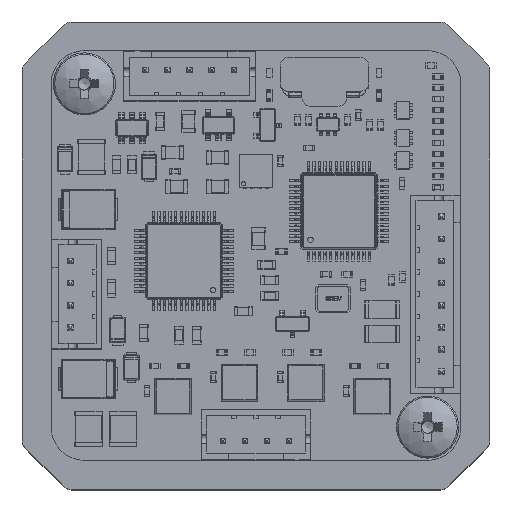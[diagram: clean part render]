
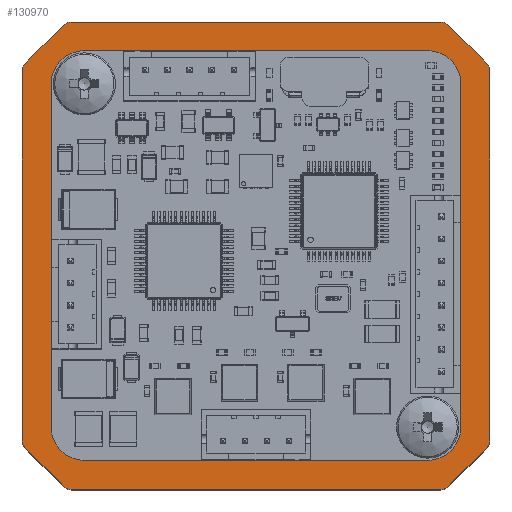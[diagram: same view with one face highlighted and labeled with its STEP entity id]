
A CAD part, top view. The second image highlights one B-rep face of the part: STEP entity #130970.
In plain terms, the highlighted planar face has unit normal (0, 0, 1).
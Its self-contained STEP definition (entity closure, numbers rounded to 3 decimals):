
#275=FACE_BOUND('',#45237,.T.);
#276=FACE_BOUND('',#45238,.T.);
#277=FACE_BOUND('',#45239,.T.);
#278=FACE_BOUND('',#45240,.T.);
#279=FACE_BOUND('',#45241,.T.);
#1083=PLANE('',#137958);
#5861=LINE('',#186848,#21107);
#5862=LINE('',#186852,#21108);
#5863=LINE('',#186856,#21109);
#5864=LINE('',#186860,#21110);
#5865=LINE('',#186864,#21111);
#5866=LINE('',#186868,#21112);
#5867=LINE('',#186872,#21113);
#5868=LINE('',#186875,#21114);
#21107=VECTOR('',#149354,1000.);
#21108=VECTOR('',#149357,1000.);
#21109=VECTOR('',#149360,1000.);
#21110=VECTOR('',#149363,1000.);
#21111=VECTOR('',#149366,1000.);
#21112=VECTOR('',#149369,1000.);
#21113=VECTOR('',#149372,1000.);
#21114=VECTOR('',#149375,1000.);
#38384=FACE_OUTER_BOUND('',#45236,.T.);
#45236=EDGE_LOOP('',(#89798,#89799,#89800,#89801,#89802,#89803,#89804,#89805,
#89806,#89807,#89808,#89809,#89810,#89811,#89812,#89813));
#45237=EDGE_LOOP('',(#89814,#89815));
#45238=EDGE_LOOP('',(#89816,#89817));
#45239=EDGE_LOOP('',(#89818,#89819));
#45240=EDGE_LOOP('',(#89820,#89821));
#45241=EDGE_LOOP('',(#89822,#89823));
#52878=CIRCLE('',#137959,1.);
#52879=CIRCLE('',#137960,1.);
#52880=CIRCLE('',#137961,1.);
#52881=CIRCLE('',#137962,1.);
#52882=CIRCLE('',#137963,1.);
#52883=CIRCLE('',#137964,1.);
#52884=CIRCLE('',#137965,1.);
#52885=CIRCLE('',#137966,1.);
#52886=CIRCLE('',#137967,4.);
#52887=CIRCLE('',#137968,4.);
#52888=CIRCLE('',#137969,2.);
#52889=CIRCLE('',#137970,2.);
#52890=CIRCLE('',#137971,2.);
#52891=CIRCLE('',#137972,2.);
#52892=CIRCLE('',#137973,2.);
#52893=CIRCLE('',#137974,2.);
#52894=CIRCLE('',#137975,2.);
#52895=CIRCLE('',#137976,2.);
#57131=VERTEX_POINT('',#186844);
#57132=VERTEX_POINT('',#186845);
#57133=VERTEX_POINT('',#186847);
#57134=VERTEX_POINT('',#186849);
#57135=VERTEX_POINT('',#186851);
#57136=VERTEX_POINT('',#186853);
#57137=VERTEX_POINT('',#186855);
#57138=VERTEX_POINT('',#186857);
#57139=VERTEX_POINT('',#186859);
#57140=VERTEX_POINT('',#186861);
#57141=VERTEX_POINT('',#186863);
#57142=VERTEX_POINT('',#186865);
#57143=VERTEX_POINT('',#186867);
#57144=VERTEX_POINT('',#186869);
#57145=VERTEX_POINT('',#186871);
#57146=VERTEX_POINT('',#186873);
#57147=VERTEX_POINT('',#186876);
#57148=VERTEX_POINT('',#186877);
#57149=VERTEX_POINT('',#186880);
#57150=VERTEX_POINT('',#186881);
#57151=VERTEX_POINT('',#186884);
#57152=VERTEX_POINT('',#186885);
#57153=VERTEX_POINT('',#186888);
#57154=VERTEX_POINT('',#186889);
#57155=VERTEX_POINT('',#186892);
#57156=VERTEX_POINT('',#186893);
#70017=EDGE_CURVE('',#57131,#57132,#52878,.T.);
#70018=EDGE_CURVE('',#57133,#57131,#5861,.T.);
#70019=EDGE_CURVE('',#57134,#57133,#52879,.T.);
#70020=EDGE_CURVE('',#57135,#57134,#5862,.T.);
#70021=EDGE_CURVE('',#57136,#57135,#52880,.T.);
#70022=EDGE_CURVE('',#57137,#57136,#5863,.T.);
#70023=EDGE_CURVE('',#57138,#57137,#52881,.T.);
#70024=EDGE_CURVE('',#57139,#57138,#5864,.T.);
#70025=EDGE_CURVE('',#57140,#57139,#52882,.T.);
#70026=EDGE_CURVE('',#57141,#57140,#5865,.T.);
#70027=EDGE_CURVE('',#57142,#57141,#52883,.T.);
#70028=EDGE_CURVE('',#57143,#57142,#5866,.T.);
#70029=EDGE_CURVE('',#57144,#57143,#52884,.T.);
#70030=EDGE_CURVE('',#57145,#57144,#5867,.T.);
#70031=EDGE_CURVE('',#57146,#57145,#52885,.T.);
#70032=EDGE_CURVE('',#57132,#57146,#5868,.T.);
#70033=EDGE_CURVE('',#57147,#57148,#52886,.T.);
#70034=EDGE_CURVE('',#57148,#57147,#52887,.T.);
#70035=EDGE_CURVE('',#57149,#57150,#52888,.T.);
#70036=EDGE_CURVE('',#57150,#57149,#52889,.T.);
#70037=EDGE_CURVE('',#57151,#57152,#52890,.T.);
#70038=EDGE_CURVE('',#57152,#57151,#52891,.T.);
#70039=EDGE_CURVE('',#57153,#57154,#52892,.T.);
#70040=EDGE_CURVE('',#57154,#57153,#52893,.T.);
#70041=EDGE_CURVE('',#57155,#57156,#52894,.T.);
#70042=EDGE_CURVE('',#57156,#57155,#52895,.T.);
#89798=ORIENTED_EDGE('',*,*,#70017,.F.);
#89799=ORIENTED_EDGE('',*,*,#70018,.F.);
#89800=ORIENTED_EDGE('',*,*,#70019,.F.);
#89801=ORIENTED_EDGE('',*,*,#70020,.F.);
#89802=ORIENTED_EDGE('',*,*,#70021,.F.);
#89803=ORIENTED_EDGE('',*,*,#70022,.F.);
#89804=ORIENTED_EDGE('',*,*,#70023,.F.);
#89805=ORIENTED_EDGE('',*,*,#70024,.F.);
#89806=ORIENTED_EDGE('',*,*,#70025,.F.);
#89807=ORIENTED_EDGE('',*,*,#70026,.F.);
#89808=ORIENTED_EDGE('',*,*,#70027,.F.);
#89809=ORIENTED_EDGE('',*,*,#70028,.F.);
#89810=ORIENTED_EDGE('',*,*,#70029,.F.);
#89811=ORIENTED_EDGE('',*,*,#70030,.F.);
#89812=ORIENTED_EDGE('',*,*,#70031,.F.);
#89813=ORIENTED_EDGE('',*,*,#70032,.F.);
#89814=ORIENTED_EDGE('',*,*,#70033,.F.);
#89815=ORIENTED_EDGE('',*,*,#70034,.F.);
#89816=ORIENTED_EDGE('',*,*,#70035,.F.);
#89817=ORIENTED_EDGE('',*,*,#70036,.F.);
#89818=ORIENTED_EDGE('',*,*,#70037,.F.);
#89819=ORIENTED_EDGE('',*,*,#70038,.F.);
#89820=ORIENTED_EDGE('',*,*,#70039,.F.);
#89821=ORIENTED_EDGE('',*,*,#70040,.F.);
#89822=ORIENTED_EDGE('',*,*,#70041,.F.);
#89823=ORIENTED_EDGE('',*,*,#70042,.F.);
#130970=ADVANCED_FACE('',(#38384,#275,#276,#277,#278,#279),#1083,.F.);
#137958=AXIS2_PLACEMENT_3D('',#186843,#149350,#149351);
#137959=AXIS2_PLACEMENT_3D('',#186846,#149352,#149353);
#137960=AXIS2_PLACEMENT_3D('',#186850,#149355,#149356);
#137961=AXIS2_PLACEMENT_3D('',#186854,#149358,#149359);
#137962=AXIS2_PLACEMENT_3D('',#186858,#149361,#149362);
#137963=AXIS2_PLACEMENT_3D('',#186862,#149364,#149365);
#137964=AXIS2_PLACEMENT_3D('',#186866,#149367,#149368);
#137965=AXIS2_PLACEMENT_3D('',#186870,#149370,#149371);
#137966=AXIS2_PLACEMENT_3D('',#186874,#149373,#149374);
#137967=AXIS2_PLACEMENT_3D('',#186878,#149376,#149377);
#137968=AXIS2_PLACEMENT_3D('',#186879,#149378,#149379);
#137969=AXIS2_PLACEMENT_3D('',#186882,#149380,#149381);
#137970=AXIS2_PLACEMENT_3D('',#186883,#149382,#149383);
#137971=AXIS2_PLACEMENT_3D('',#186886,#149384,#149385);
#137972=AXIS2_PLACEMENT_3D('',#186887,#149386,#149387);
#137973=AXIS2_PLACEMENT_3D('',#186890,#149388,#149389);
#137974=AXIS2_PLACEMENT_3D('',#186891,#149390,#149391);
#137975=AXIS2_PLACEMENT_3D('',#186894,#149392,#149393);
#137976=AXIS2_PLACEMENT_3D('',#186895,#149394,#149395);
#149350=DIRECTION('center_axis',(0.,0.,-1.));
#149351=DIRECTION('ref_axis',(-1.,0.,0.));
#149352=DIRECTION('center_axis',(0.,0.,-1.));
#149353=DIRECTION('ref_axis',(-1.,0.,0.));
#149354=DIRECTION('',(-1.,0.,0.));
#149355=DIRECTION('center_axis',(0.,0.,-1.));
#149356=DIRECTION('ref_axis',(-1.,0.,0.));
#149357=DIRECTION('',(-0.707,-0.707,0.));
#149358=DIRECTION('center_axis',(0.,0.,-1.));
#149359=DIRECTION('ref_axis',(-1.,0.,0.));
#149360=DIRECTION('',(0.,-1.,0.));
#149361=DIRECTION('center_axis',(0.,0.,-1.));
#149362=DIRECTION('ref_axis',(-1.,0.,0.));
#149363=DIRECTION('',(0.707,-0.707,0.));
#149364=DIRECTION('center_axis',(0.,0.,-1.));
#149365=DIRECTION('ref_axis',(-1.,0.,0.));
#149366=DIRECTION('',(1.,0.,0.));
#149367=DIRECTION('center_axis',(0.,0.,-1.));
#149368=DIRECTION('ref_axis',(-1.,0.,0.));
#149369=DIRECTION('',(0.707,0.707,0.));
#149370=DIRECTION('center_axis',(0.,0.,-1.));
#149371=DIRECTION('ref_axis',(-1.,0.,0.));
#149372=DIRECTION('',(0.,1.,0.));
#149373=DIRECTION('center_axis',(0.,0.,-1.));
#149374=DIRECTION('ref_axis',(-1.,0.,0.));
#149375=DIRECTION('',(-0.707,0.707,0.));
#149376=DIRECTION('center_axis',(0.,0.,1.));
#149377=DIRECTION('ref_axis',(1.,0.,0.));
#149378=DIRECTION('center_axis',(0.,0.,1.));
#149379=DIRECTION('ref_axis',(1.,0.,0.));
#149380=DIRECTION('center_axis',(0.,0.,1.));
#149381=DIRECTION('ref_axis',(1.,0.,0.));
#149382=DIRECTION('center_axis',(0.,0.,1.));
#149383=DIRECTION('ref_axis',(1.,0.,0.));
#149384=DIRECTION('center_axis',(0.,0.,1.));
#149385=DIRECTION('ref_axis',(1.,0.,0.));
#149386=DIRECTION('center_axis',(0.,0.,1.));
#149387=DIRECTION('ref_axis',(1.,0.,0.));
#149388=DIRECTION('center_axis',(0.,0.,1.));
#149389=DIRECTION('ref_axis',(1.,0.,0.));
#149390=DIRECTION('center_axis',(0.,0.,1.));
#149391=DIRECTION('ref_axis',(1.,0.,0.));
#149392=DIRECTION('center_axis',(0.,0.,1.));
#149393=DIRECTION('ref_axis',(1.,0.,0.));
#149394=DIRECTION('center_axis',(0.,0.,1.));
#149395=DIRECTION('ref_axis',(1.,0.,0.));
#186843=CARTESIAN_POINT('Origin',(-38.2,0.,8.));
#186844=CARTESIAN_POINT('',(-16.686,-21.1,8.));
#186845=CARTESIAN_POINT('',(-17.393,-20.807,8.));
#186846=CARTESIAN_POINT('Origin',(-16.686,-20.1,8.));
#186847=CARTESIAN_POINT('',(16.686,-21.1,8.));
#186848=CARTESIAN_POINT('',(-38.2,-21.1,8.));
#186849=CARTESIAN_POINT('',(17.393,-20.807,8.));
#186850=CARTESIAN_POINT('Origin',(16.686,-20.1,8.));
#186851=CARTESIAN_POINT('',(20.807,-17.393,8.));
#186852=CARTESIAN_POINT('',(20.807,-17.393,8.));
#186853=CARTESIAN_POINT('',(21.1,-16.686,8.));
#186854=CARTESIAN_POINT('Origin',(20.1,-16.686,8.));
#186855=CARTESIAN_POINT('',(21.1,16.686,8.));
#186856=CARTESIAN_POINT('',(21.1,0.,8.));
#186857=CARTESIAN_POINT('',(20.807,17.393,8.));
#186858=CARTESIAN_POINT('Origin',(20.1,16.686,8.));
#186859=CARTESIAN_POINT('',(17.393,20.807,8.));
#186860=CARTESIAN_POINT('',(17.393,20.807,8.));
#186861=CARTESIAN_POINT('',(16.686,21.1,8.));
#186862=CARTESIAN_POINT('Origin',(16.686,20.1,8.));
#186863=CARTESIAN_POINT('',(-16.686,21.1,8.));
#186864=CARTESIAN_POINT('',(-38.2,21.1,8.));
#186865=CARTESIAN_POINT('',(-17.393,20.807,8.));
#186866=CARTESIAN_POINT('Origin',(-16.686,20.1,8.));
#186867=CARTESIAN_POINT('',(-20.807,17.393,8.));
#186868=CARTESIAN_POINT('',(-20.807,17.393,8.));
#186869=CARTESIAN_POINT('',(-21.1,16.686,8.));
#186870=CARTESIAN_POINT('Origin',(-20.1,16.686,8.));
#186871=CARTESIAN_POINT('',(-21.1,-16.686,8.));
#186872=CARTESIAN_POINT('',(-21.1,0.,8.));
#186873=CARTESIAN_POINT('',(-20.807,-17.393,8.));
#186874=CARTESIAN_POINT('Origin',(-20.1,-16.686,8.));
#186875=CARTESIAN_POINT('',(-17.393,-20.807,8.));
#186876=CARTESIAN_POINT('',(4.,0.,8.));
#186877=CARTESIAN_POINT('',(-4.,0.,8.));
#186878=CARTESIAN_POINT('Origin',(0.,0.,8.));
#186879=CARTESIAN_POINT('Origin',(0.,0.,8.));
#186880=CARTESIAN_POINT('',(-13.5,-15.5,8.));
#186881=CARTESIAN_POINT('',(-17.5,-15.5,8.));
#186882=CARTESIAN_POINT('Origin',(-15.5,-15.5,8.));
#186883=CARTESIAN_POINT('Origin',(-15.5,-15.5,8.));
#186884=CARTESIAN_POINT('',(-13.5,15.5,8.));
#186885=CARTESIAN_POINT('',(-17.5,15.5,8.));
#186886=CARTESIAN_POINT('Origin',(-15.5,15.5,8.));
#186887=CARTESIAN_POINT('Origin',(-15.5,15.5,8.));
#186888=CARTESIAN_POINT('',(17.5,-15.5,8.));
#186889=CARTESIAN_POINT('',(13.5,-15.5,8.));
#186890=CARTESIAN_POINT('Origin',(15.5,-15.5,8.));
#186891=CARTESIAN_POINT('Origin',(15.5,-15.5,8.));
#186892=CARTESIAN_POINT('',(17.5,15.5,8.));
#186893=CARTESIAN_POINT('',(13.5,15.5,8.));
#186894=CARTESIAN_POINT('Origin',(15.5,15.5,8.));
#186895=CARTESIAN_POINT('Origin',(15.5,15.5,8.));
